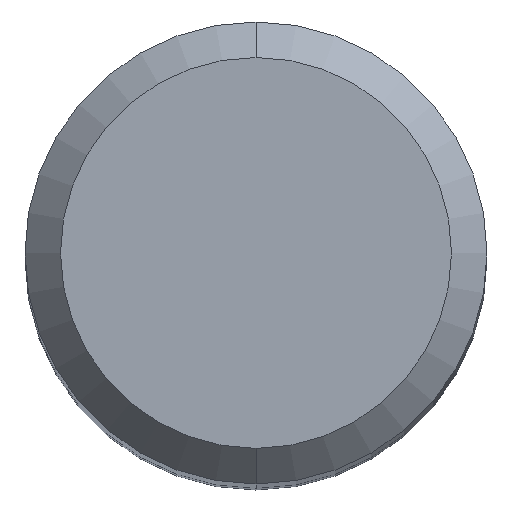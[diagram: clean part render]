
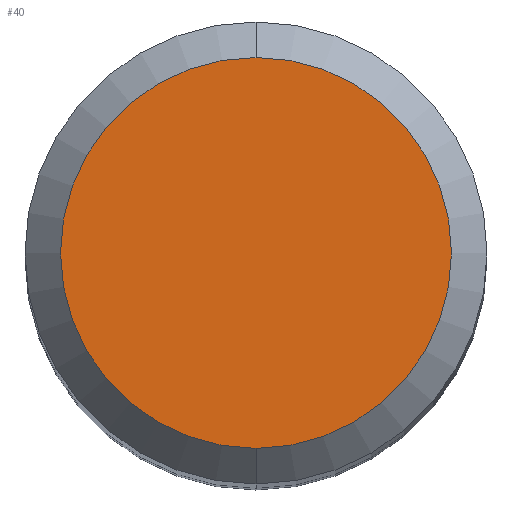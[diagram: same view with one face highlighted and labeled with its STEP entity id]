
A CAD part, top view. The second image highlights one B-rep face of the part: STEP entity #40.
In plain terms, the highlighted planar face has unit normal (0, 0, 1).
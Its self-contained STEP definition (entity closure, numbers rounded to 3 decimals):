
#6 = CARTESIAN_POINT ( 'NONE',  ( 0., -5.5, 102. ) ) ;
#29 = PLANE ( 'NONE',  #298 ) ;
#40 = ADVANCED_FACE ( 'NONE', ( #202 ), #29, .F. ) ;
#46 = DIRECTION ( 'NONE',  ( 0., 1., 0. ) ) ;
#96 = DIRECTION ( 'NONE',  ( 0., 1., 0. ) ) ;
#102 = CIRCLE ( 'NONE', #144, 5.5 ) ;
#103 = DIRECTION ( 'NONE',  ( 0., 1., 0. ) ) ;
#119 = DIRECTION ( 'NONE',  ( 0., 0., -1. ) ) ;
#126 = CIRCLE ( 'NONE', #274, 5.5 ) ;
#144 = AXIS2_PLACEMENT_3D ( 'NONE', #210, #119, #96 ) ;
#146 = CARTESIAN_POINT ( 'NONE',  ( 0., 0., 102. ) ) ;
#176 = EDGE_LOOP ( 'NONE', ( #240, #218 ) ) ;
#189 = VERTEX_POINT ( 'NONE', #335 ) ;
#202 = FACE_OUTER_BOUND ( 'NONE', #176, .T. ) ;
#209 = CARTESIAN_POINT ( 'NONE',  ( 0., 0., 102. ) ) ;
#210 = CARTESIAN_POINT ( 'NONE',  ( 0., 0., 102. ) ) ;
#218 = ORIENTED_EDGE ( 'NONE', *, *, #314, .F. ) ;
#228 = DIRECTION ( 'NONE',  ( 0., 0., -1. ) ) ;
#240 = ORIENTED_EDGE ( 'NONE', *, *, #271, .F. ) ;
#271 = EDGE_CURVE ( 'NONE', #189, #320, #126, .T. ) ;
#274 = AXIS2_PLACEMENT_3D ( 'NONE', #146, #228, #46 ) ;
#283 = DIRECTION ( 'NONE',  ( 0., 0., -1. ) ) ;
#298 = AXIS2_PLACEMENT_3D ( 'NONE', #209, #283, #103 ) ;
#314 = EDGE_CURVE ( 'NONE', #320, #189, #102, .T. ) ;
#320 = VERTEX_POINT ( 'NONE', #6 ) ;
#335 = CARTESIAN_POINT ( 'NONE',  ( 0., 5.5, 102. ) ) ;
